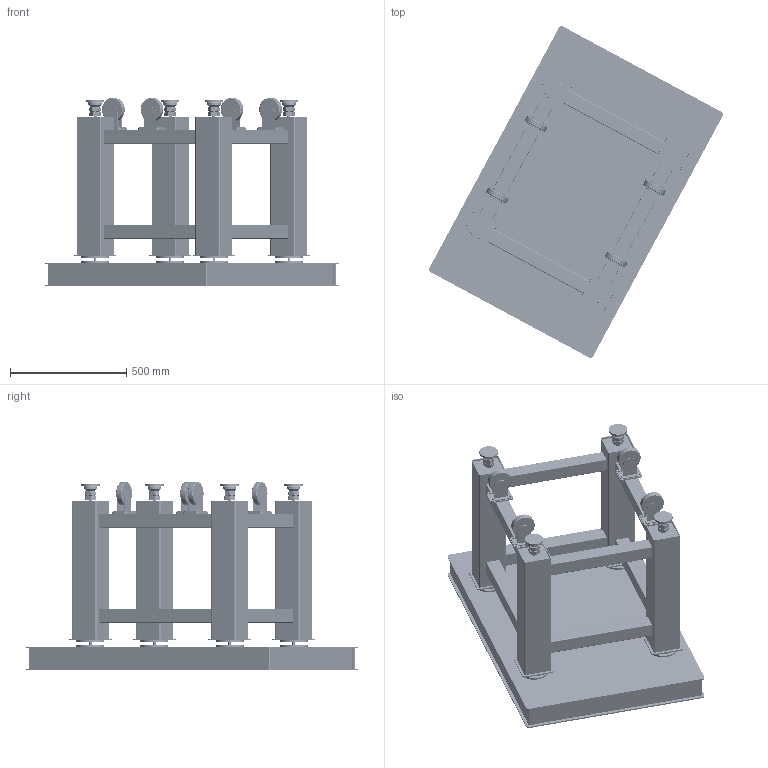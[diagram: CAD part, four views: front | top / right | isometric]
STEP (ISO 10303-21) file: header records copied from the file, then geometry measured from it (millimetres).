
FILE_DESCRIPTION (( 'STEP AP203' ), '1' );
FILE_NAME ('516152.STEP', '2024-04-28T07:07:54', ( '' ), ( '' ), 'SwSTEP 2.0', 'SolidWorks 2020', '' );
FILE_SCHEMA (( 'CONFIG_CONTROL_DESIGN' ));
Products named in the file (1): 516152
Bounding box: 1265.76 x 1428.09 x 809 mm (x, y, z)
Volume: 101683599.8 mm3; surface area: 9410112.6 mm2
Topology: 62 solids, 62 shells, 5181 faces, 10816 edges, 7164 vertices
Faces by surface type: cylinder 3120, plane 1869, cone 160, bspline 32
Entity records: 143249 total; most frequent: DIRECTION 27048, CARTESIAN_POINT 26406, ORIENTED_EDGE 21632, AXIS2_PLACEMENT_3D 11502, EDGE_CURVE 10816, VERTEX_POINT 7164, EDGE_LOOP 6714, CIRCLE 6352
